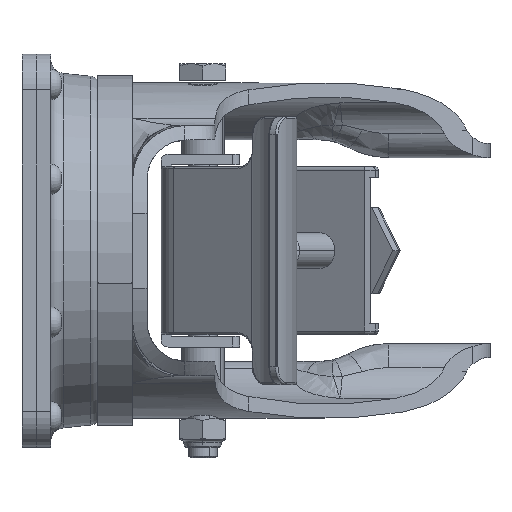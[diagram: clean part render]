
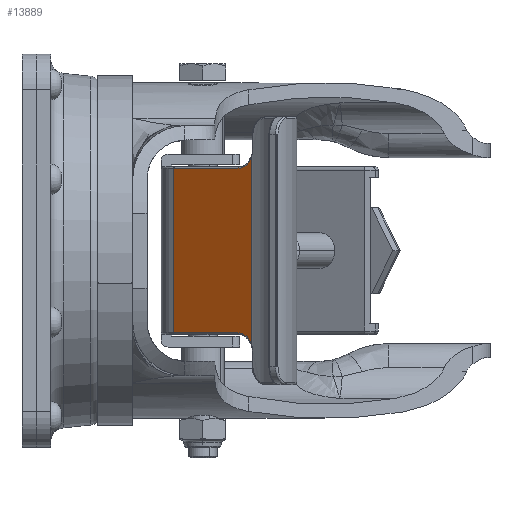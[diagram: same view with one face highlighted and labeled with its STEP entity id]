
A CAD part, left-side view. The second image highlights one B-rep face of the part: STEP entity #13889.
In plain terms, the highlighted planar face has unit normal (-0.766, 0.643, 0).
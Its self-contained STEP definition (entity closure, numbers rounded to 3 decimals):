
#98 = CARTESIAN_POINT ( 'NONE',  ( -84.65, -34.914, -23. ) ) ;
#563 = ORIENTED_EDGE ( 'NONE', *, *, #2874, .T. ) ;
#623 = VECTOR ( 'NONE', #5603, 1000. ) ;
#801 = CARTESIAN_POINT ( 'NONE',  ( -102.711, -56.439, 23. ) ) ;
#848 = CIRCLE ( 'NONE', #12246, 5.5 ) ;
#1131 = CARTESIAN_POINT ( 'NONE',  ( -87.647, -38.486, -23. ) ) ;
#1257 = EDGE_LOOP ( 'NONE', ( #19098, #563, #3124, #4970, #13652, #16052 ) ) ;
#1673 = CARTESIAN_POINT ( 'NONE',  ( -105.925, -60.269, -26.209 ) ) ;
#1681 = CARTESIAN_POINT ( 'NONE',  ( -105.925, -60.269, 23.5 ) ) ;
#2256 = DIRECTION ( 'NONE',  ( 0.643, 0.766, 0. ) ) ;
#2357 = DIRECTION ( 'NONE',  ( 0.643, 0.766, 0. ) ) ;
#2874 = EDGE_CURVE ( 'NONE', #5792, #18888, #8962, .T. ) ;
#3124 = ORIENTED_EDGE ( 'NONE', *, *, #15389, .T. ) ;
#3860 = CARTESIAN_POINT ( 'NONE',  ( -87.647, -38.486, 23.5 ) ) ;
#4229 = DIRECTION ( 'NONE',  ( -0.766, 0.643, 0. ) ) ;
#4557 = CARTESIAN_POINT ( 'NONE',  ( -105.925, -60.269, 26.209 ) ) ;
#4667 = CARTESIAN_POINT ( 'NONE',  ( -87.647, -38.486, 23. ) ) ;
#4958 = VECTOR ( 'NONE', #5283, 1000. ) ;
#4970 = ORIENTED_EDGE ( 'NONE', *, *, #6625, .F. ) ;
#5283 = DIRECTION ( 'NONE',  ( -0.643, -0.766, 0. ) ) ;
#5372 = DIRECTION ( 'NONE',  ( 0.766, -0.643, 0. ) ) ;
#5603 = DIRECTION ( 'NONE',  ( 0.643, 0.766, 0. ) ) ;
#5792 = VERTEX_POINT ( 'NONE', #1131 ) ;
#6198 = FACE_OUTER_BOUND ( 'NONE', #1257, .T. ) ;
#6473 = EDGE_CURVE ( 'NONE', #13429, #5792, #11470, .T. ) ;
#6512 = CARTESIAN_POINT ( 'NONE',  ( -102.711, -56.439, -23. ) ) ;
#6570 = CARTESIAN_POINT ( 'NONE',  ( -84.65, -34.914, 23.5 ) ) ;
#6625 = EDGE_CURVE ( 'NONE', #8366, #15923, #18586, .T. ) ;
#7540 = LINE ( 'NONE', #7777, #623 ) ;
#7668 = EDGE_CURVE ( 'NONE', #8366, #13628, #848, .T. ) ;
#7777 = CARTESIAN_POINT ( 'NONE',  ( -87.647, -38.486, 23. ) ) ;
#8366 = VERTEX_POINT ( 'NONE', #4557 ) ;
#8962 = LINE ( 'NONE', #98, #4958 ) ;
#9240 = VECTOR ( 'NONE', #21149, 1000. ) ;
#9629 = CIRCLE ( 'NONE', #11584, 5.5 ) ;
#10792 = VECTOR ( 'NONE', #15312, 1000. ) ;
#10980 = EDGE_CURVE ( 'NONE', #13628, #13429, #7540, .T. ) ;
#11470 = LINE ( 'NONE', #3860, #9240 ) ;
#11584 = AXIS2_PLACEMENT_3D ( 'NONE', #24419, #5372, #12889 ) ;
#12246 = AXIS2_PLACEMENT_3D ( 'NONE', #13929, #15446, #2256 ) ;
#12889 = DIRECTION ( 'NONE',  ( 0.643, 0.766, 0. ) ) ;
#13429 = VERTEX_POINT ( 'NONE', #4667 ) ;
#13628 = VERTEX_POINT ( 'NONE', #801 ) ;
#13652 = ORIENTED_EDGE ( 'NONE', *, *, #7668, .T. ) ;
#13719 = PLANE ( 'NONE',  #17783 ) ;
#13889 = ADVANCED_FACE ( 'NONE', ( #6198 ), #13719, .T. ) ;
#13929 = CARTESIAN_POINT ( 'NONE',  ( -102.711, -56.439, 28.5 ) ) ;
#15312 = DIRECTION ( 'NONE',  ( 0., 0., -1. ) ) ;
#15389 = EDGE_CURVE ( 'NONE', #18888, #15923, #9629, .T. ) ;
#15446 = DIRECTION ( 'NONE',  ( 0.766, -0.643, 0. ) ) ;
#15923 = VERTEX_POINT ( 'NONE', #1673 ) ;
#16052 = ORIENTED_EDGE ( 'NONE', *, *, #10980, .T. ) ;
#17783 = AXIS2_PLACEMENT_3D ( 'NONE', #6570, #4229, #2357 ) ;
#18586 = LINE ( 'NONE', #1681, #10792 ) ;
#18888 = VERTEX_POINT ( 'NONE', #6512 ) ;
#19098 = ORIENTED_EDGE ( 'NONE', *, *, #6473, .T. ) ;
#21149 = DIRECTION ( 'NONE',  ( 0., 0., -1. ) ) ;
#24419 = CARTESIAN_POINT ( 'NONE',  ( -102.711, -56.439, -28.5 ) ) ;
